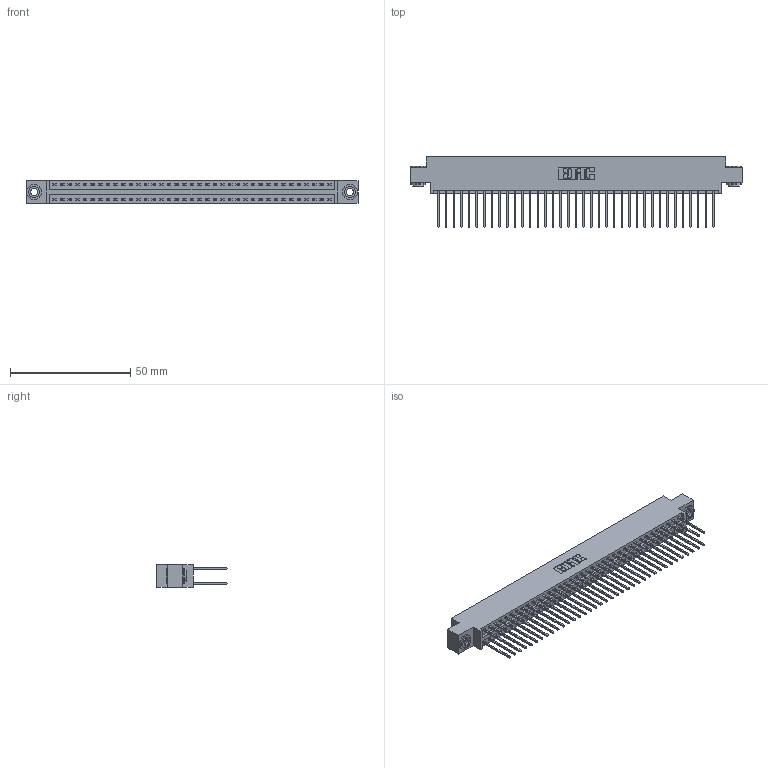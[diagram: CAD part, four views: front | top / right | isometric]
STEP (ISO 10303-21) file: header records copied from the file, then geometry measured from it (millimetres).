
FILE_DESCRIPTION (( 'STEP AP203' ), '1' );
FILE_NAME ('346-074-540-803.STEP', '2022-05-25T02:35:50', ( '' ), ( '' ), 'SwSTEP 2.0', 'SolidWorks 2020', '' );
FILE_SCHEMA (( 'CONFIG_CONTROL_DESIGN' ));
Length unit declared in the file: inch
Products named in the file (4): 345-292-001_345-293-140; 346-074-540-803; 345-250-002_345-250-002-102; 346 Part_0.170 Offset - 0.156 Dia-TH
Assembly tree (77 placements, depth 2):
  346-074-540-803
    346 Part_0.170 Offset - 0.156 Dia-TH
    345-292-001_345-293-140  x74
    345-250-002_345-250-002-102  x2
Bounding box: 138.05 x 29.46 x 9.4 mm (x, y, z)
Volume: 13549.9 mm3; surface area: 20301.9 mm2
Topology: 77 solids, 77 shells, 4026 faces, 11923 edges, 7846 vertices
Faces by surface type: plane 2694, cylinder 1324, cone 8
Entity records: 26036 total; most frequent: CARTESIAN_POINT 4281, ORIENTED_EDGE 4206, DIRECTION 3853, EDGE_CURVE 2103, VECTOR 1799, LINE 1799, VERTEX_POINT 1398, AXIS2_PLACEMENT_3D 1027
